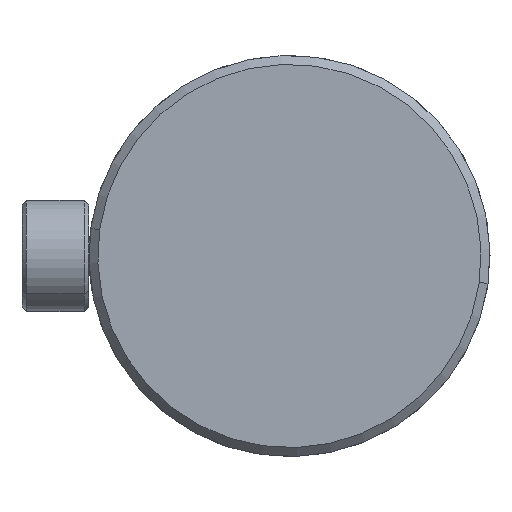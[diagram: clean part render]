
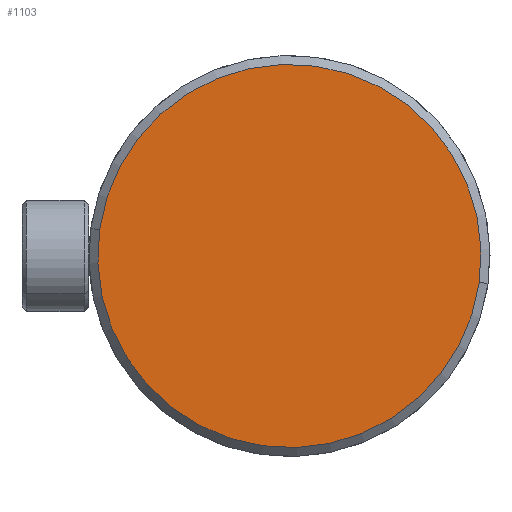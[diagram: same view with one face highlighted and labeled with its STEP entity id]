
A CAD part, left-side view. The second image highlights one B-rep face of the part: STEP entity #1103.
In plain terms, the highlighted planar face has unit normal (-1, 0, 0).
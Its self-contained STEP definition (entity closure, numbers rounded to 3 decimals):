
#85 = AXIS2_PLACEMENT_3D ( 'NONE', #405, #3071, #1319 ) ;
#107 = EDGE_CURVE ( 'NONE', #2718, #2804, #1843, .T. ) ;
#302 = CARTESIAN_POINT ( 'NONE',  ( -15., 43., 0. ) ) ;
#325 = FACE_OUTER_BOUND ( 'NONE', #378, .T. ) ;
#378 = EDGE_LOOP ( 'NONE', ( #2511, #2388 ) ) ;
#405 = CARTESIAN_POINT ( 'NONE',  ( -15., 0., 0. ) ) ;
#791 = CARTESIAN_POINT ( 'NONE',  ( -15., 0., 0. ) ) ;
#836 = CARTESIAN_POINT ( 'NONE',  ( -15., 0., 0. ) ) ;
#1028 = AXIS2_PLACEMENT_3D ( 'NONE', #836, #2145, #2768 ) ;
#1103 = ADVANCED_FACE ( 'NONE', ( #325 ), #2396, .T. ) ;
#1175 = CIRCLE ( 'NONE', #85, 43. ) ;
#1319 = DIRECTION ( 'NONE',  ( 0., 1., 0. ) ) ;
#1428 = DIRECTION ( 'NONE',  ( 0., 1., 0. ) ) ;
#1670 = DIRECTION ( 'NONE',  ( 1., 0., 0. ) ) ;
#1843 = CIRCLE ( 'NONE', #3116, 43. ) ;
#2085 = CARTESIAN_POINT ( 'NONE',  ( -15., -43., 0. ) ) ;
#2145 = DIRECTION ( 'NONE',  ( -1., 0., 0. ) ) ;
#2388 = ORIENTED_EDGE ( 'NONE', *, *, #2442, .F. ) ;
#2396 = PLANE ( 'NONE',  #1028 ) ;
#2442 = EDGE_CURVE ( 'NONE', #2804, #2718, #1175, .T. ) ;
#2511 = ORIENTED_EDGE ( 'NONE', *, *, #107, .F. ) ;
#2718 = VERTEX_POINT ( 'NONE', #302 ) ;
#2768 = DIRECTION ( 'NONE',  ( 0., -1., 0. ) ) ;
#2804 = VERTEX_POINT ( 'NONE', #2085 ) ;
#3071 = DIRECTION ( 'NONE',  ( 1., 0., 0. ) ) ;
#3116 = AXIS2_PLACEMENT_3D ( 'NONE', #791, #1670, #1428 ) ;
